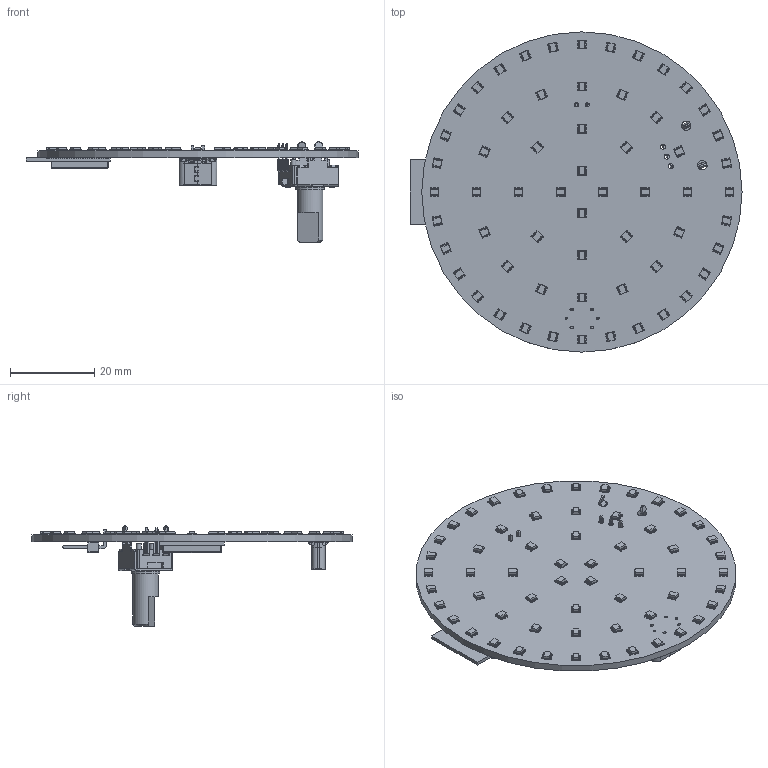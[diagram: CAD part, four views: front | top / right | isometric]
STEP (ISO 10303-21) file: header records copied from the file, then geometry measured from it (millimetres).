
FILE_DESCRIPTION(('KiCad electronic assembly'),'2;1');
FILE_NAME('Pomodoro_V7.step','2024-05-09T12:08:02',('Pcbnew'),('Kicad'), 'Open CASCADE STEP processor 7.7','KiCad to STEP converter','Unknown' );
FILE_SCHEMA(('AUTOMOTIVE_DESIGN { 1 0 10303 214 1 1 1 1 }'));
Length unit declared in the file: millimetre
Products named in the file (12): Pomodoro_V7 1; WS2812-2020; ESP32-S2-MINI-1-N4; ESP32-S2-MINI-1; PinHeader_1x02_P2.54mm_Horizontal; PinHeader_1x02_P254mm_Horizontal; USB4120-03-C_REVA; USB4120-03-C; R-0904N-L-20F-black; R-0904N; Pomodoro_V7_PCB
Assembly tree (70 placements, depth 3):
  Pomodoro_V7 1
    WS2812-2020  x60
      WS2812-2020
    ESP32-S2-MINI-1-N4
      ESP32-S2-MINI-1
    PinHeader_1x02_P2.54mm_Horizontal
      PinHeader_1x02_P254mm_Horizontal
    USB4120-03-C_REVA
      USB4120-03-C
    R-0904N-L-20F-black
      R-0904N
    Pomodoro_V7_PCB
Bounding box: 78.8 x 76 x 23.8 mm (x, y, z)
Volume: 8736.7 mm3; surface area: 14030.3 mm2
Topology: 181 solids, 181 shells, 6087 faces, 15367 edges, 9967 vertices
Faces by surface type: plane 5110, cylinder 915, bspline 24, cone 13, torus 12, sphere 12, revolution 1
Full cylindrical faces by diameter (mm): 0.52 x1, 1 x2, 1.2 x10, 2.2 x2, 6 x2, 6.8 x1, 76 x1
Entity records: 63928 total; most frequent: CARTESIAN_POINT 11351, ORIENTED_EDGE 9706, DIRECTION 9579, EDGE_CURVE 4853, LINE 4182, VECTOR 4182, VERTEX_POINT 3123, AXIS2_PLACEMENT_3D 2698
